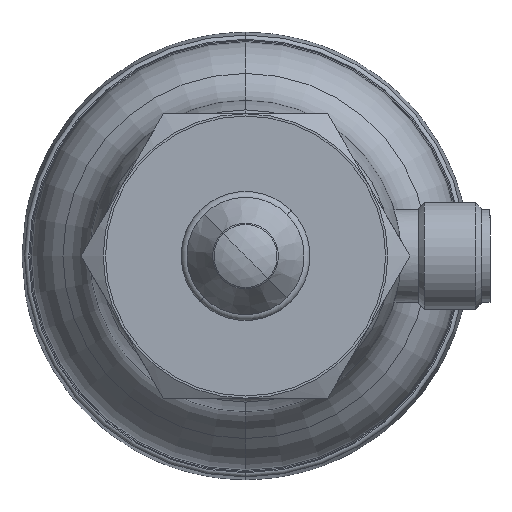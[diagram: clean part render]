
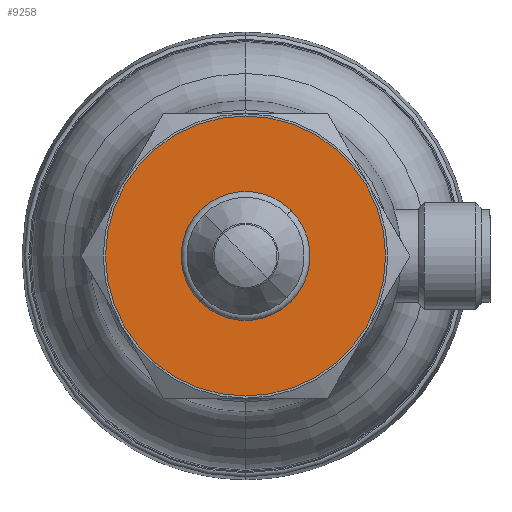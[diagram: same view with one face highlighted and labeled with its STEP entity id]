
A CAD part, left-side view. The second image highlights one B-rep face of the part: STEP entity #9258.
In plain terms, the highlighted planar face has unit normal (-1, 0, 0).
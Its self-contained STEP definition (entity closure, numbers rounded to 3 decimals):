
#191 = EDGE_LOOP ( 'NONE', ( #3399, #5240 ) ) ;
#446 = CIRCLE ( 'NONE', #4589, 15.75 ) ;
#655 = CARTESIAN_POINT ( 'NONE',  ( -74., -13.64, 7.875 ) ) ;
#870 = CARTESIAN_POINT ( 'NONE',  ( -74., 0., 0. ) ) ;
#1015 = DIRECTION ( 'NONE',  ( 1., 0., 0. ) ) ;
#1648 = EDGE_CURVE ( 'Defeature ausgef�hrt1_39+Defeature ausgef�hrt1_40+Defeature ausgef�hrt1_40+Defeature ausgef�hrt1_40', #12225, #8370, #446, .T. ) ;
#2044 = EDGE_CURVE ( 'Defeature ausgef�hrt1_48+Defeature ausgef�hrt1_40+Defeature ausgef�hrt1_40+Defeature ausgef�hrt1_40', #10216, #6440, #5510, .T. ) ;
#2167 = AXIS2_PLACEMENT_3D ( 'NONE', #10358, #5895, #3518 ) ;
#3399 = ORIENTED_EDGE ( 'NONE', *, *, #1648, .F. ) ;
#3505 = DIRECTION ( 'NONE',  ( 1., 0., 0. ) ) ;
#3518 = DIRECTION ( 'NONE',  ( 0., 0.866, -0.5 ) ) ;
#3576 = AXIS2_PLACEMENT_3D ( 'NONE', #4151, #8531, #12933 ) ;
#4151 = CARTESIAN_POINT ( 'NONE',  ( -74., 0., 0. ) ) ;
#4179 = AXIS2_PLACEMENT_3D ( 'NONE', #870, #1015, #12332 ) ;
#4227 = EDGE_LOOP ( 'NONE', ( #14154, #13536 ) ) ;
#4589 = AXIS2_PLACEMENT_3D ( 'NONE', #6947, #3505, #11229 ) ;
#5240 = ORIENTED_EDGE ( 'NONE', *, *, #10368, .F. ) ;
#5510 = CIRCLE ( 'NONE', #5971, 6.6 ) ;
#5895 = DIRECTION ( 'NONE',  ( 1., 0., 0. ) ) ;
#5971 = AXIS2_PLACEMENT_3D ( 'NONE', #6416, #7484, #7558 ) ;
#6364 = CARTESIAN_POINT ( 'NONE',  ( -74., 13.64, -7.875 ) ) ;
#6416 = CARTESIAN_POINT ( 'NONE',  ( -74., 0., 0. ) ) ;
#6440 = VERTEX_POINT ( 'NONE', #7592 ) ;
#6690 = CIRCLE ( 'NONE', #4179, 15.75 ) ;
#6810 = PLANE ( 'NONE',  #2167 ) ;
#6947 = CARTESIAN_POINT ( 'NONE',  ( -74., 0., 0. ) ) ;
#7043 = EDGE_CURVE ( 'Defeature ausgef�hrt1_48+Defeature ausgef�hrt1_40+Defeature ausgef�hrt1_40+Defeature ausgef�hrt1_40', #6440, #10216, #12997, .T. ) ;
#7484 = DIRECTION ( 'NONE',  ( -1., 0., 0. ) ) ;
#7558 = DIRECTION ( 'NONE',  ( 0., 1., 0. ) ) ;
#7592 = CARTESIAN_POINT ( 'NONE',  ( -74., -4.667, -4.667 ) ) ;
#8370 = VERTEX_POINT ( 'NONE', #655 ) ;
#8531 = DIRECTION ( 'NONE',  ( -1., 0., 0. ) ) ;
#9258 = ADVANCED_FACE ( 'Defeature ausgef�hrt1_40', ( #13387, #11314 ), #6810, .F. ) ;
#9370 = CARTESIAN_POINT ( 'NONE',  ( -74., 4.667, 4.667 ) ) ;
#10216 = VERTEX_POINT ( 'NONE', #9370 ) ;
#10358 = CARTESIAN_POINT ( 'NONE',  ( -74., 7.875, 13.64 ) ) ;
#10368 = EDGE_CURVE ( 'Defeature ausgef�hrt1_39+Defeature ausgef�hrt1_40+Defeature ausgef�hrt1_40+Defeature ausgef�hrt1_40', #8370, #12225, #6690, .T. ) ;
#11229 = DIRECTION ( 'NONE',  ( 0., 0.866, -0.5 ) ) ;
#11314 = FACE_OUTER_BOUND ( 'NONE', #191, .T. ) ;
#12225 = VERTEX_POINT ( 'NONE', #6364 ) ;
#12332 = DIRECTION ( 'NONE',  ( 0., 0.866, -0.5 ) ) ;
#12933 = DIRECTION ( 'NONE',  ( 0., 1., 0. ) ) ;
#12997 = CIRCLE ( 'NONE', #3576, 6.6 ) ;
#13387 = FACE_BOUND ( 'NONE', #4227, .T. ) ;
#13536 = ORIENTED_EDGE ( 'NONE', *, *, #7043, .F. ) ;
#14154 = ORIENTED_EDGE ( 'NONE', *, *, #2044, .F. ) ;
